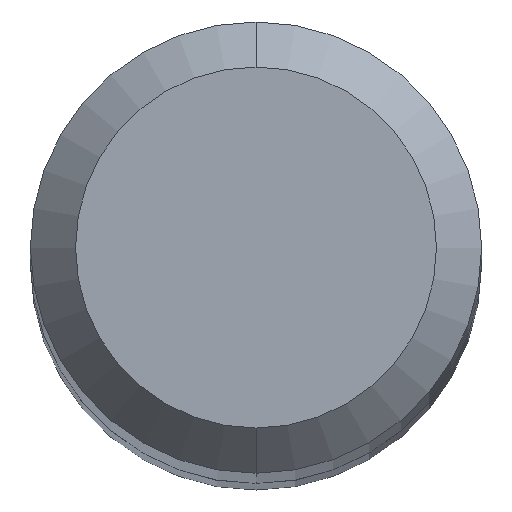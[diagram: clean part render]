
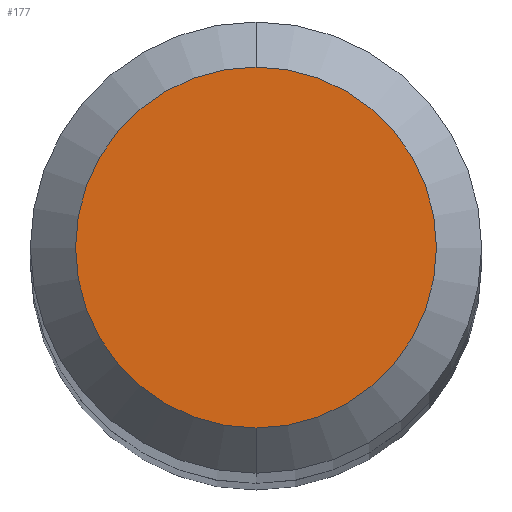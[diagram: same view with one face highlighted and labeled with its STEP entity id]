
A CAD part, top view. The second image highlights one B-rep face of the part: STEP entity #177.
In plain terms, the highlighted planar face has unit normal (0, 0, 1).
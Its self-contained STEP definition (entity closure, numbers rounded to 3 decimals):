
#177=ADVANCED_FACE('',(#454),#455,.T.);
#183=VERTEX_POINT('',#461);
#301=VERTEX_POINT('',#588);
#377=EDGE_CURVE('',#301,#183,#673,.T.);
#381=EDGE_CURVE('',#183,#301,#677,.T.);
#454=FACE_OUTER_BOUND('',#755,.T.);
#455=PLANE('',#756);
#461=CARTESIAN_POINT('',(0.,-1.2,0.0));
#588=CARTESIAN_POINT('',(0.0,1.2,0.0));
#673=CIRCLE('',#1250,1.2);
#677=CIRCLE('',#1257,1.2);
#755=EDGE_LOOP('',(#1342,#1343));
#756=AXIS2_PLACEMENT_3D('',#1344,#1345,#1346);
#1250=AXIS2_PLACEMENT_3D('',#1566,#1567,#1568);
#1257=AXIS2_PLACEMENT_3D('',#1570,#1571,#1572);
#1342=ORIENTED_EDGE('',*,*,#377,.F.);
#1343=ORIENTED_EDGE('',*,*,#381,.F.);
#1344=CARTESIAN_POINT('',(0.0,0.6,0.0));
#1345=DIRECTION('',(-0.0,0.0,1.0));
#1346=DIRECTION('',(0.0,-1.0,0.0));
#1566=CARTESIAN_POINT('',(0.0,0.0,0.0));
#1567=DIRECTION('',(0.0,0.0,-1.0));
#1568=DIRECTION('',(0.0,1.0,0.0));
#1570=CARTESIAN_POINT('',(0.0,0.0,0.0));
#1571=DIRECTION('',(0.0,0.0,-1.0));
#1572=DIRECTION('',(0.0,1.0,0.0));
